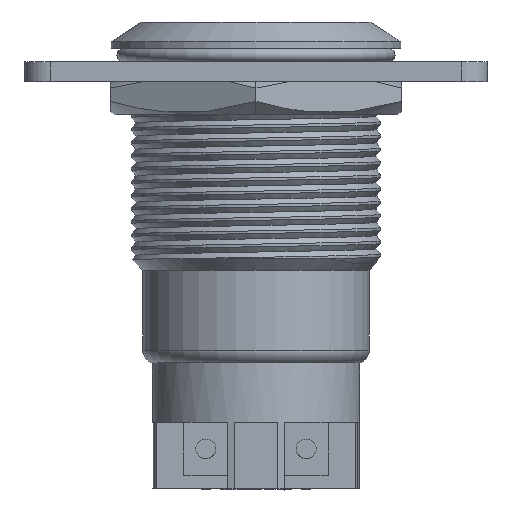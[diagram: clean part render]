
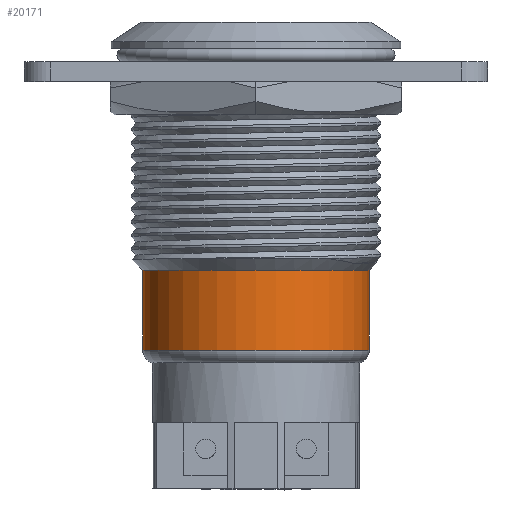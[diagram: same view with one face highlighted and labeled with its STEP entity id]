
A CAD part, front view. The second image highlights one B-rep face of the part: STEP entity #20171.
In plain terms, the highlighted cylindrical face has radius 8.55 mm (diameter 17.1 mm), a partial arc.
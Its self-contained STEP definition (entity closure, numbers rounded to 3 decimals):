
#545 = CIRCLE ( 'NONE', #15769, 8.55 ) ;
#736 = DIRECTION ( 'NONE',  ( 0., 0., 1. ) ) ;
#2031 = DIRECTION ( 'NONE',  ( -1., 0., 0. ) ) ;
#2596 = VERTEX_POINT ( 'NONE', #4856 ) ;
#3678 = CARTESIAN_POINT ( 'NONE',  ( -8.55, 0., -6.039 ) ) ;
#4137 = EDGE_CURVE ( 'NONE', #10285, #2596, #18618, .T. ) ;
#4519 = AXIS2_PLACEMENT_3D ( 'NONE', #16728, #20431, #8038 ) ;
#4856 = CARTESIAN_POINT ( 'NONE',  ( 8.55, 0., 0. ) ) ;
#5534 = ORIENTED_EDGE ( 'NONE', *, *, #11432, .T. ) ;
#5985 = FACE_OUTER_BOUND ( 'NONE', #7661, .T. ) ;
#6722 = EDGE_CURVE ( 'NONE', #7745, #10285, #545, .T. ) ;
#7661 = EDGE_LOOP ( 'NONE', ( #12315, #11115, #20349, #5534 ) ) ;
#7745 = VERTEX_POINT ( 'NONE', #3678 ) ;
#8038 = DIRECTION ( 'NONE',  ( 1., 0., 0. ) ) ;
#8201 = LINE ( 'NONE', #13648, #13022 ) ;
#9328 = CIRCLE ( 'NONE', #4519, 8.55 ) ;
#9942 = DIRECTION ( 'NONE',  ( 0., 0., 1. ) ) ;
#10049 = EDGE_CURVE ( 'NONE', #7745, #16788, #8201, .T. ) ;
#10285 = VERTEX_POINT ( 'NONE', #17073 ) ;
#11115 = ORIENTED_EDGE ( 'NONE', *, *, #6722, .T. ) ;
#11432 = EDGE_CURVE ( 'NONE', #2596, #16788, #9328, .T. ) ;
#11568 = CARTESIAN_POINT ( 'NONE',  ( 8.55, 0., -7. ) ) ;
#12315 = ORIENTED_EDGE ( 'NONE', *, *, #10049, .F. ) ;
#13022 = VECTOR ( 'NONE', #18509, 1000. ) ;
#13648 = CARTESIAN_POINT ( 'NONE',  ( -8.55, 0., -7. ) ) ;
#14802 = CYLINDRICAL_SURFACE ( 'NONE', #19014, 8.55 ) ;
#15769 = AXIS2_PLACEMENT_3D ( 'NONE', #21653, #736, #2031 ) ;
#16421 = DIRECTION ( 'NONE',  ( 0., 0., 1. ) ) ;
#16544 = DIRECTION ( 'NONE',  ( 1., 0., 0. ) ) ;
#16655 = VECTOR ( 'NONE', #9942, 1000. ) ;
#16728 = CARTESIAN_POINT ( 'NONE',  ( 0., 0., 0. ) ) ;
#16788 = VERTEX_POINT ( 'NONE', #18937 ) ;
#17073 = CARTESIAN_POINT ( 'NONE',  ( 8.55, 0., -6.039 ) ) ;
#18509 = DIRECTION ( 'NONE',  ( 0., 0., 1. ) ) ;
#18618 = LINE ( 'NONE', #11568, #16655 ) ;
#18937 = CARTESIAN_POINT ( 'NONE',  ( -8.55, 0., 0. ) ) ;
#19014 = AXIS2_PLACEMENT_3D ( 'NONE', #20342, #16421, #16544 ) ;
#20171 = ADVANCED_FACE ( 'NONE', ( #5985 ), #14802, .T. ) ;
#20342 = CARTESIAN_POINT ( 'NONE',  ( 0., 0., -7. ) ) ;
#20349 = ORIENTED_EDGE ( 'NONE', *, *, #4137, .T. ) ;
#20431 = DIRECTION ( 'NONE',  ( 0., 0., -1. ) ) ;
#21653 = CARTESIAN_POINT ( 'NONE',  ( 0., 0., -6.039 ) ) ;
